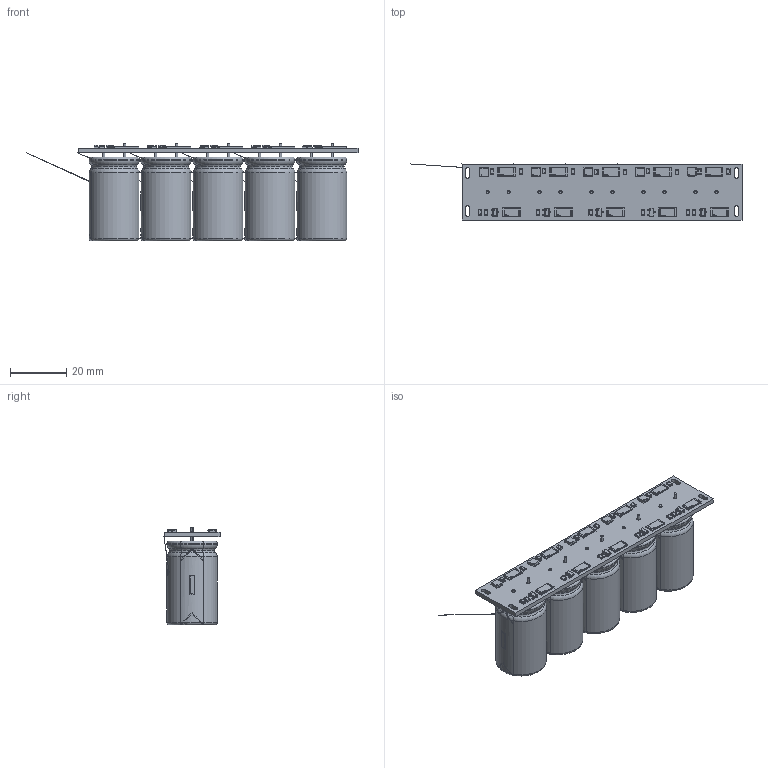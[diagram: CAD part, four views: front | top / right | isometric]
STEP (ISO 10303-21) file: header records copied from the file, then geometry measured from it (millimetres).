
FILE_DESCRIPTION(('Designed by EasyEDA Pro'),'2;1');
FILE_NAME('Open CASCADE Shape Model','2026-02-15T05:23:15',('Author'),( 'Open CASCADE'),'Open CASCADE STEP processor 7.8','Open CASCADE 7.8' ,'Unknown');
FILE_SCHEMA(('AUTOMOTIVE_DESIGN { 1 0 10303 214 1 1 1 1 }'));
Length unit declared in the file: millimetre
Products named in the file (18): EasyEDA PCB Model~HsGZ; Board~HsGZ; TopCopper~HsGZ; BottomCopper~HsGZ; TopFpcStiffener~HsGZ; BottomFpcStiffener~HsGZ; LED2~LED0805-R-RD~LED0805-RD~HsGZ; LED0805-R-RD~LED0805-RD~HsGZ; R5~R0805~R0805_L2.0-W1.3-H0.6~HsGZ; R0805~R0805_L2.0-W1.3-H0.6~HsGZ; U25~SOT-23-3_L2.9-W1.6-P1.90-LS2.8-BR~SOT-23-3L_
L2.9-W1.6-H1.1-LS2.8-P0.95~HsGZ; SOT-23-3_L2.9-W1.6-P1.90-LS2.8-BR~SOT-23-3L_
L2.9-W1.6-H1.1-LS2.8-P0.95~HsGZ; Q12~DFN-8_L3.1-W3.0-P0.65-LS3.3-BL~DFN-8_L3.1-W3.0-P0.65-LS3.3-BL~HsGZ; DFN-8_L3.1-W3.0-P0.65-LS3.3-BL~DFN-8_L3.1-W3.0-P0.65-LS3.3-BL~HsGZ; U5~CAP-TH_BD18.0-P7.50-D0.8-FD~CAP-TH_BD18.0-H30.0-P7.5~HsGZ; CAP-TH_BD18.0-P7.50-D0.8-FD~CAP-TH_BD18.0-H30.0-P7.5~HsGZ; R7~R2512~R2512_L6.3-W3.2-H0.6~HsGZ; R2512~R2512_L6.3-W3.2-H0.6~HsGZ
Assembly tree (53 placements, depth 3):
  EasyEDA PCB Model~HsGZ
    Board~HsGZ
    TopCopper~HsGZ
    BottomCopper~HsGZ
    TopFpcStiffener~HsGZ
    BottomFpcStiffener~HsGZ
    LED2~LED0805-R-RD~LED0805-RD~HsGZ  x6
      LED0805-R-RD~LED0805-RD~HsGZ
    R5~R0805~R0805_L2.0-W1.3-H0.6~HsGZ  x11
      R0805~R0805_L2.0-W1.3-H0.6~HsGZ
    U25~SOT-23-3_L2.9-W1.6-P1.90-LS2.8-BR~SOT-23-3L_
L2.9-W1.6-H1.1-LS2.8-P0.95~HsGZ  x5
      SOT-23-3_L2.9-W1.6-P1.90-LS2.8-BR~SOT-23-3L_
L2.9-W1.6-H1.1-LS2.8-P0.95~HsGZ
    Q12~DFN-8_L3.1-W3.0-P0.65-LS3.3-BL~DFN-8_L3.1-W3.0-P0.65-LS3.3-BL~HsGZ  x5
      DFN-8_L3.1-W3.0-P0.65-LS3.3-BL~DFN-8_L3.1-W3.0-P0.65-LS3.3-BL~HsGZ
    U5~CAP-TH_BD18.0-P7.50-D0.8-FD~CAP-TH_BD18.0-H30.0-P7.5~HsGZ  x5
      CAP-TH_BD18.0-P7.50-D0.8-FD~CAP-TH_BD18.0-H30.0-P7.5~HsGZ
    R7~R2512~R2512_L6.3-W3.2-H0.6~HsGZ  x10
      R2512~R2512_L6.3-W3.2-H0.6~HsGZ
Bounding box: 118.57 x 20.02 x 34.99 mm (x, y, z)
Volume: 40675.4 mm3; surface area: 17427.6 mm2
Topology: 103 solids, 103 shells, 10456 faces, 28152 edges, 18592 vertices
Faces by surface type: plane 6446, bspline 3226, cylinder 565, torus 135, sphere 60, cone 24
Entity records: 65301 total; most frequent: CARTESIAN_POINT 17226, ORIENTED_EDGE 8070, DIRECTION 5371, EDGE_CURVE 4035, VERTEX_POINT 2662, LINE 2601, VECTOR 2601, FACE_BOUND 1627
